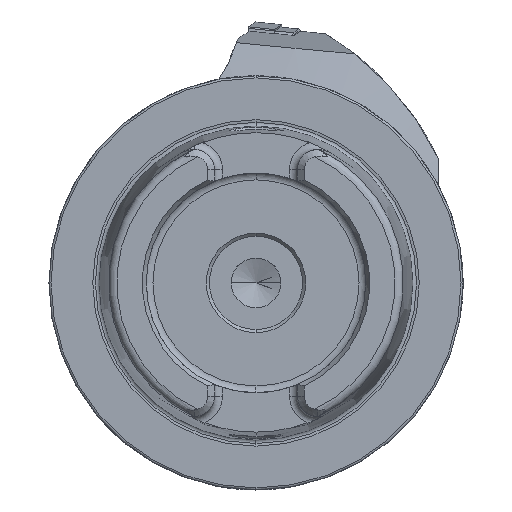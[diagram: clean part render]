
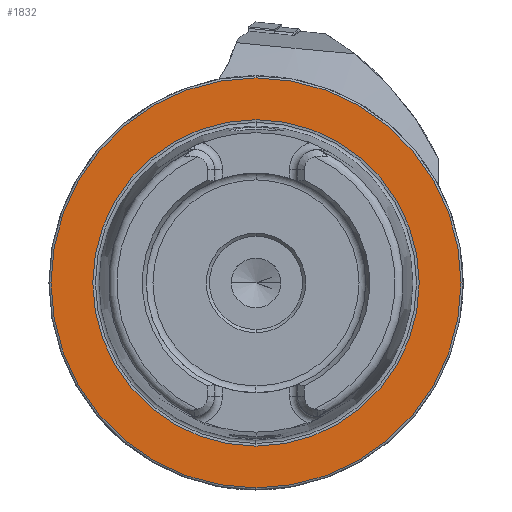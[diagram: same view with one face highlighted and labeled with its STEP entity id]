
A CAD part, left-side view. The second image highlights one B-rep face of the part: STEP entity #1832.
In plain terms, the highlighted planar face has unit normal (-1, 0, 0).
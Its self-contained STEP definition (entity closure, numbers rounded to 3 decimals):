
#183 = ORIENTED_EDGE ( 'NONE', *, *, #5733, .T. ) ;
#344 = DIRECTION ( 'NONE',  ( 0., 0., 1. ) ) ;
#465 = DIRECTION ( 'NONE',  ( -1., 0., 0. ) ) ;
#771 = CARTESIAN_POINT ( 'NONE',  ( 0., 0., -49.5 ) ) ;
#1402 = DIRECTION ( 'NONE',  ( -1., 0., 0. ) ) ;
#1437 = PLANE ( 'NONE',  #17907 ) ;
#1832 = ADVANCED_FACE ( 'NONE', ( #4781, #16221 ), #1437, .F. ) ;
#2581 = VERTEX_POINT ( 'NONE', #771 ) ;
#2712 = CARTESIAN_POINT ( 'NONE',  ( 0., 49.5, 0. ) ) ;
#2804 = DIRECTION ( 'NONE',  ( 0., 0., 1. ) ) ;
#3235 = CIRCLE ( 'NONE', #18588, 49.5 ) ;
#3816 = EDGE_LOOP ( 'NONE', ( #5011, #183 ) ) ;
#4205 = DIRECTION ( 'NONE',  ( 1., 0., 0. ) ) ;
#4781 = FACE_BOUND ( 'NONE', #14855, .T. ) ;
#5011 = ORIENTED_EDGE ( 'NONE', *, *, #17742, .T. ) ;
#5311 = AXIS2_PLACEMENT_3D ( 'NONE', #8441, #1402, #2804 ) ;
#5642 = CARTESIAN_POINT ( 'NONE',  ( 0., 0., -39.405 ) ) ;
#5733 = EDGE_CURVE ( 'NONE', #2581, #14153, #7011, .T. ) ;
#6572 = VERTEX_POINT ( 'NONE', #12128 ) ;
#6755 = DIRECTION ( 'NONE',  ( 0., 0., 1. ) ) ;
#7011 = CIRCLE ( 'NONE', #5311, 49.5 ) ;
#8360 = DIRECTION ( 'NONE',  ( -1., 0., 0. ) ) ;
#8441 = CARTESIAN_POINT ( 'NONE',  ( 0., 0., 0. ) ) ;
#9027 = CARTESIAN_POINT ( 'NONE',  ( 0., 0., 0. ) ) ;
#9261 = DIRECTION ( 'NONE',  ( 0., 0., 1. ) ) ;
#11121 = CIRCLE ( 'NONE', #11313, 39.405 ) ;
#11196 = CARTESIAN_POINT ( 'NONE',  ( 0., 0., 0. ) ) ;
#11313 = AXIS2_PLACEMENT_3D ( 'NONE', #15159, #17843, #9261 ) ;
#12128 = CARTESIAN_POINT ( 'NONE',  ( 0., 0., 39.405 ) ) ;
#13458 = EDGE_CURVE ( 'NONE', #17233, #6572, #11121, .T. ) ;
#14153 = VERTEX_POINT ( 'NONE', #16686 ) ;
#14748 = CIRCLE ( 'NONE', #18349, 39.405 ) ;
#14855 = EDGE_LOOP ( 'NONE', ( #14869, #17040 ) ) ;
#14869 = ORIENTED_EDGE ( 'NONE', *, *, #17106, .F. ) ;
#15159 = CARTESIAN_POINT ( 'NONE',  ( 0., 0., 0. ) ) ;
#15743 = DIRECTION ( 'NONE',  ( 0., 0., -1. ) ) ;
#16221 = FACE_OUTER_BOUND ( 'NONE', #3816, .T. ) ;
#16686 = CARTESIAN_POINT ( 'NONE',  ( 0., 0., 49.5 ) ) ;
#17040 = ORIENTED_EDGE ( 'NONE', *, *, #13458, .F. ) ;
#17106 = EDGE_CURVE ( 'NONE', #6572, #17233, #14748, .T. ) ;
#17233 = VERTEX_POINT ( 'NONE', #5642 ) ;
#17742 = EDGE_CURVE ( 'NONE', #14153, #2581, #3235, .T. ) ;
#17843 = DIRECTION ( 'NONE',  ( -1., 0., 0. ) ) ;
#17907 = AXIS2_PLACEMENT_3D ( 'NONE', #2712, #4205, #15743 ) ;
#18349 = AXIS2_PLACEMENT_3D ( 'NONE', #11196, #8360, #6755 ) ;
#18588 = AXIS2_PLACEMENT_3D ( 'NONE', #9027, #465, #344 ) ;
